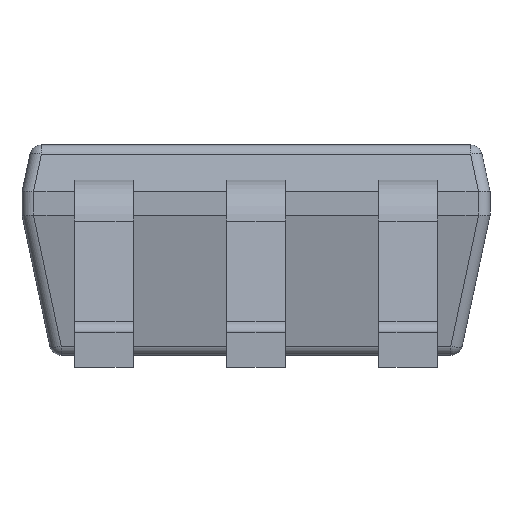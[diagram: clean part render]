
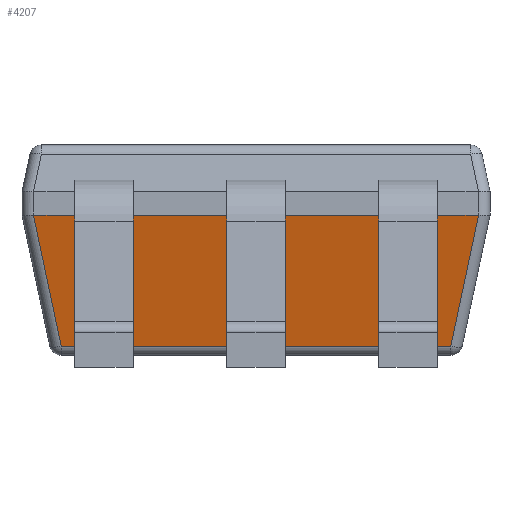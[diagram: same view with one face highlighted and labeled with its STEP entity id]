
A CAD part, left-side view. The second image highlights one B-rep face of the part: STEP entity #4207.
In plain terms, the highlighted planar face has unit normal (-0.978, 0, -0.208).
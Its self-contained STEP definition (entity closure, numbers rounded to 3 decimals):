
#20=ELLIPSE('',#4415,0.24,0.05);
#26=ELLIPSE('',#4423,0.24,0.05);
#320=FACE_OUTER_BOUND('',#549,.T.);
#549=EDGE_LOOP('',(#3352,#3353,#3354,#3355,#3356,#3357,#3358,#3359,#3360,
#3361,#3362,#3363));
#938=LINE('',#6468,#1427);
#943=LINE('',#6475,#1432);
#944=LINE('',#6477,#1433);
#952=LINE('',#6491,#1441);
#988=LINE('',#6567,#1477);
#989=LINE('',#6569,#1478);
#990=LINE('',#6571,#1479);
#991=LINE('',#6573,#1480);
#992=LINE('',#6575,#1481);
#993=LINE('',#6576,#1482);
#1427=VECTOR('',#5275,0.585);
#1432=VECTOR('',#5284,0.585);
#1433=VECTOR('',#5287,1.664);
#1441=VECTOR('',#5303,0.175);
#1477=VECTOR('',#5359,0.25);
#1478=VECTOR('',#5360,0.4);
#1479=VECTOR('',#5361,0.25);
#1480=VECTOR('',#5362,0.4);
#1481=VECTOR('',#5363,0.25);
#1482=VECTOR('',#5364,0.175);
#1799=VERTEX_POINT('',#6322);
#1804=VERTEX_POINT('',#6334);
#1811=VERTEX_POINT('',#6356);
#1818=VERTEX_POINT('',#6369);
#1826=VERTEX_POINT('',#6388);
#1827=VERTEX_POINT('',#6390);
#1850=VERTEX_POINT('',#6489);
#1880=VERTEX_POINT('',#6566);
#1881=VERTEX_POINT('',#6568);
#1882=VERTEX_POINT('',#6570);
#1883=VERTEX_POINT('',#6572);
#1884=VERTEX_POINT('',#6574);
#2296=EDGE_CURVE('',#1818,#1811,#20,.T.);
#2305=EDGE_CURVE('',#1826,#1827,#26,.T.);
#2346=EDGE_CURVE('',#1827,#1804,#938,.T.);
#2351=EDGE_CURVE('',#1799,#1818,#943,.T.);
#2352=EDGE_CURVE('',#1804,#1799,#944,.T.);
#2360=EDGE_CURVE('',#1826,#1850,#952,.T.);
#2396=EDGE_CURVE('',#1880,#1850,#988,.T.);
#2397=EDGE_CURVE('',#1880,#1881,#989,.T.);
#2398=EDGE_CURVE('',#1882,#1881,#990,.T.);
#2399=EDGE_CURVE('',#1882,#1883,#991,.T.);
#2400=EDGE_CURVE('',#1884,#1883,#992,.T.);
#2401=EDGE_CURVE('',#1884,#1811,#993,.T.);
#3352=ORIENTED_EDGE('',*,*,#2305,.F.);
#3353=ORIENTED_EDGE('',*,*,#2360,.T.);
#3354=ORIENTED_EDGE('',*,*,#2396,.F.);
#3355=ORIENTED_EDGE('',*,*,#2397,.T.);
#3356=ORIENTED_EDGE('',*,*,#2398,.F.);
#3357=ORIENTED_EDGE('',*,*,#2399,.T.);
#3358=ORIENTED_EDGE('',*,*,#2400,.F.);
#3359=ORIENTED_EDGE('',*,*,#2401,.T.);
#3360=ORIENTED_EDGE('',*,*,#2296,.F.);
#3361=ORIENTED_EDGE('',*,*,#2351,.F.);
#3362=ORIENTED_EDGE('',*,*,#2352,.F.);
#3363=ORIENTED_EDGE('',*,*,#2346,.F.);
#3858=PLANE('',#4478);
#4207=ADVANCED_FACE('',(#320),#3858,.T.);
#4415=AXIS2_PLACEMENT_3D('',#6371,#5161,#5162);
#4423=AXIS2_PLACEMENT_3D('',#6391,#5180,#5181);
#4478=AXIS2_PLACEMENT_3D('',#6565,#5357,#5358);
#5161=DIRECTION('center_axis',(0.978,0.,0.208));
#5162=DIRECTION('ref_axis',(-0.208,0.,0.978));
#5180=DIRECTION('center_axis',(0.978,0.,0.208));
#5181=DIRECTION('ref_axis',(-0.208,0.,0.978));
#5275=DIRECTION('',(0.204,0.204,-0.958));
#5284=DIRECTION('',(-0.204,0.204,0.958));
#5287=DIRECTION('',(0.,1.,0.));
#5303=DIRECTION('',(0.,1.,0.));
#5357=DIRECTION('center_axis',(-0.978,0.,-0.208));
#5358=DIRECTION('ref_axis',(-0.208,0.,0.978));
#5359=DIRECTION('',(0.,-1.,0.));
#5360=DIRECTION('',(0.,1.,0.));
#5361=DIRECTION('',(0.,-1.,0.));
#5362=DIRECTION('',(0.,1.,0.));
#5363=DIRECTION('',(0.,-1.,0.));
#5364=DIRECTION('',(0.,1.,0.));
#6322=CARTESIAN_POINT('',(-0.506,0.832,0.09));
#6334=CARTESIAN_POINT('',(-0.506,-0.832,0.09));
#6356=CARTESIAN_POINT('',(-0.625,0.95,0.65));
#6369=CARTESIAN_POINT('',(-0.625,0.951,0.65));
#6371=CARTESIAN_POINT('Origin',(-0.575,0.95,0.415));
#6388=CARTESIAN_POINT('',(-0.625,-0.95,0.65));
#6390=CARTESIAN_POINT('',(-0.625,-0.951,0.65));
#6391=CARTESIAN_POINT('Origin',(-0.575,-0.95,0.415));
#6468=CARTESIAN_POINT('',(-0.526,-0.852,0.183));
#6475=CARTESIAN_POINT('',(-0.526,0.852,0.183));
#6477=CARTESIAN_POINT('',(-0.506,0.,0.09));
#6489=CARTESIAN_POINT('',(-0.625,-0.775,0.65));
#6491=CARTESIAN_POINT('',(-0.625,0.,0.65));
#6565=CARTESIAN_POINT('Origin',(-0.561,0.,0.35));
#6566=CARTESIAN_POINT('',(-0.625,-0.525,0.65));
#6567=CARTESIAN_POINT('',(-0.625,0.,0.65));
#6568=CARTESIAN_POINT('',(-0.625,-0.125,0.65));
#6569=CARTESIAN_POINT('',(-0.625,0.,0.65));
#6570=CARTESIAN_POINT('',(-0.625,0.125,0.65));
#6571=CARTESIAN_POINT('',(-0.625,0.,0.65));
#6572=CARTESIAN_POINT('',(-0.625,0.525,0.65));
#6573=CARTESIAN_POINT('',(-0.625,0.,0.65));
#6574=CARTESIAN_POINT('',(-0.625,0.775,0.65));
#6575=CARTESIAN_POINT('',(-0.625,0.,0.65));
#6576=CARTESIAN_POINT('',(-0.625,0.,0.65));
